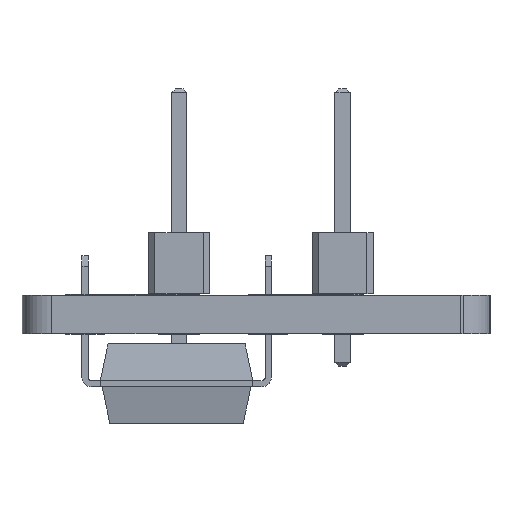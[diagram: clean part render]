
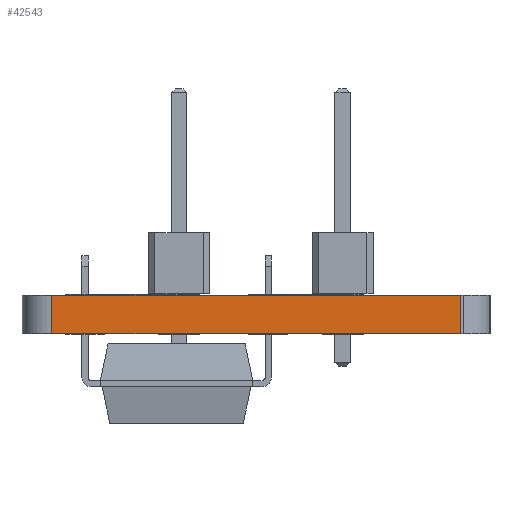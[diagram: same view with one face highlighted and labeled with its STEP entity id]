
A CAD part, front view. The second image highlights one B-rep face of the part: STEP entity #42543.
In plain terms, the highlighted planar face has unit normal (-0.004, -1, 0).
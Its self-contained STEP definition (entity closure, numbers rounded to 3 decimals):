
#41864 = VERTEX_POINT('',#41865);
#41865 = CARTESIAN_POINT('',(127.5,-99.7,0.));
#41872 = EDGE_CURVE('',#41873,#41864,#41875,.T.);
#41873 = VERTEX_POINT('',#41874);
#41874 = CARTESIAN_POINT('',(144.508,-99.765,0.));
#41875 = LINE('',#41876,#41877);
#41876 = CARTESIAN_POINT('',(144.508,-99.765,0.));
#41877 = VECTOR('',#41878,1.);
#41878 = DIRECTION('',(-1.,0.004,0.));
#42160 = VERTEX_POINT('',#42161);
#42161 = CARTESIAN_POINT('',(127.5,-99.7,1.6));
#42168 = EDGE_CURVE('',#42169,#42160,#42171,.T.);
#42169 = VERTEX_POINT('',#42170);
#42170 = CARTESIAN_POINT('',(144.508,-99.765,1.6));
#42171 = LINE('',#42172,#42173);
#42172 = CARTESIAN_POINT('',(144.508,-99.765,1.6));
#42173 = VECTOR('',#42174,1.);
#42174 = DIRECTION('',(-1.,0.004,0.));
#42515 = EDGE_CURVE('',#41873,#42169,#42516,.T.);
#42516 = LINE('',#42517,#42518);
#42517 = CARTESIAN_POINT('',(144.508,-99.765,0.));
#42518 = VECTOR('',#42519,1.);
#42519 = DIRECTION('',(0.,0.,1.));
#42530 = EDGE_CURVE('',#41864,#42160,#42531,.T.);
#42531 = LINE('',#42532,#42533);
#42532 = CARTESIAN_POINT('',(127.5,-99.7,0.));
#42533 = VECTOR('',#42534,1.);
#42534 = DIRECTION('',(0.,0.,1.));
#42543 = ADVANCED_FACE('',(#42544),#42550,.T.);
#42544 = FACE_BOUND('',#42545,.T.);
#42545 = EDGE_LOOP('',(#42546,#42547,#42548,#42549));
#42546 = ORIENTED_EDGE('',*,*,#42515,.T.);
#42547 = ORIENTED_EDGE('',*,*,#42168,.T.);
#42548 = ORIENTED_EDGE('',*,*,#42530,.F.);
#42549 = ORIENTED_EDGE('',*,*,#41872,.F.);
#42550 = PLANE('',#42551);
#42551 = AXIS2_PLACEMENT_3D('',#42552,#42553,#42554);
#42552 = CARTESIAN_POINT('',(144.508,-99.765,0.));
#42553 = DIRECTION('',(-0.004,-1.,0.));
#42554 = DIRECTION('',(-1.,0.004,0.));
